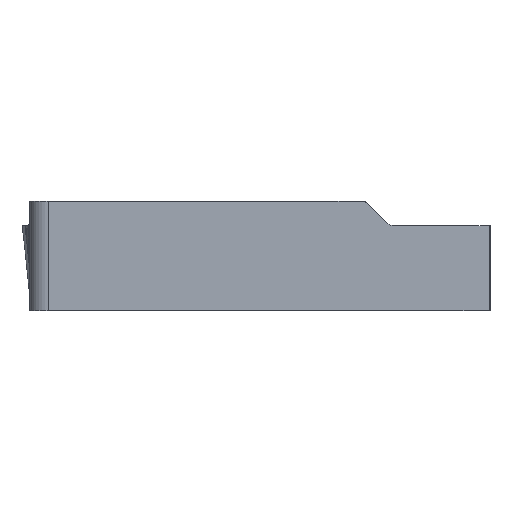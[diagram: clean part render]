
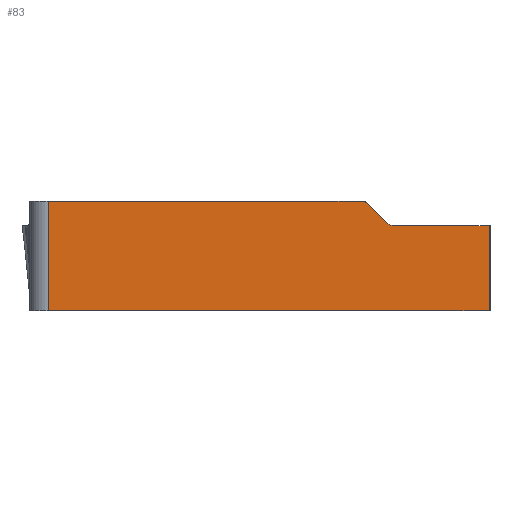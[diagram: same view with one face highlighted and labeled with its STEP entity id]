
A CAD part, left-side view. The second image highlights one B-rep face of the part: STEP entity #83.
In plain terms, the highlighted planar face has unit normal (-1, 0, 0).
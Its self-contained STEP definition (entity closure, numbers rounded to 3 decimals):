
#41=PLANE('',#641);
#59=CIRCLE('',#639,0.5);
#60=CIRCLE('',#640,0.25);
#83=ADVANCED_FACE('',(#123),#41,.F.);
#123=FACE_OUTER_BOUND('',#153,.T.);
#153=EDGE_LOOP('',(#233,#234,#235,#236,#237,#238,#239,#240));
#233=ORIENTED_EDGE('',*,*,#441,.F.);
#234=ORIENTED_EDGE('',*,*,#442,.F.);
#235=ORIENTED_EDGE('',*,*,#443,.F.);
#236=ORIENTED_EDGE('',*,*,#444,.T.);
#237=ORIENTED_EDGE('',*,*,#445,.F.);
#238=ORIENTED_EDGE('',*,*,#446,.T.);
#239=ORIENTED_EDGE('',*,*,#447,.T.);
#240=ORIENTED_EDGE('',*,*,#448,.T.);
#375=VERTEX_POINT('',#1092);
#376=VERTEX_POINT('',#1093);
#377=VERTEX_POINT('',#1095);
#378=VERTEX_POINT('',#1097);
#379=VERTEX_POINT('',#1099);
#380=VERTEX_POINT('',#1101);
#381=VERTEX_POINT('',#1103);
#382=VERTEX_POINT('',#1105);
#441=EDGE_CURVE('',#375,#376,#495,.T.);
#442=EDGE_CURVE('',#377,#375,#496,.T.);
#443=EDGE_CURVE('',#378,#377,#497,.T.);
#444=EDGE_CURVE('',#378,#379,#59,.T.);
#445=EDGE_CURVE('',#380,#379,#498,.T.);
#446=EDGE_CURVE('',#380,#381,#60,.T.);
#447=EDGE_CURVE('',#381,#382,#499,.T.);
#448=EDGE_CURVE('',#382,#376,#500,.T.);
#495=LINE('',#1091,#534);
#496=LINE('',#1094,#535);
#497=LINE('',#1096,#536);
#498=LINE('',#1100,#537);
#499=LINE('',#1104,#538);
#500=LINE('',#1106,#539);
#534=VECTOR('',#722,1.);
#535=VECTOR('',#723,1.);
#536=VECTOR('',#724,1.);
#537=VECTOR('',#727,1.);
#538=VECTOR('',#730,1.);
#539=VECTOR('',#731,1.);
#639=AXIS2_PLACEMENT_3D('',#1098,#725,#726);
#640=AXIS2_PLACEMENT_3D('',#1102,#728,#729);
#641=AXIS2_PLACEMENT_3D('',#1107,#732,#733);
#722=DIRECTION('',(0.,1.,0.));
#723=DIRECTION('',(0.,0.,-1.));
#724=DIRECTION('',(0.,-1.,0.));
#725=DIRECTION('',(1.,0.,0.));
#726=DIRECTION('',(0.,0.,-1.));
#727=DIRECTION('',(0.,-0.707,-0.707));
#728=DIRECTION('',(-1.,0.,0.));
#729=DIRECTION('',(0.,0.,-1.));
#730=DIRECTION('',(0.,1.,0.));
#731=DIRECTION('',(0.,0.,-1.));
#732=DIRECTION('',(1.,0.,0.));
#733=DIRECTION('',(0.,0.,-1.));
#1091=CARTESIAN_POINT('',(-1.6,12.45,-4.495));
#1092=CARTESIAN_POINT('',(-1.6,-11.75,-4.495));
#1093=CARTESIAN_POINT('',(-1.6,11.52,-4.495));
#1094=CARTESIAN_POINT('',(-1.6,-11.75,10.));
#1095=CARTESIAN_POINT('',(-1.6,-11.75,0.));
#1096=CARTESIAN_POINT('',(-1.6,12.45,0.));
#1097=CARTESIAN_POINT('',(-1.6,-6.707,0.));
#1098=CARTESIAN_POINT('',(-1.6,-6.707,0.5));
#1099=CARTESIAN_POINT('',(-1.6,-6.354,0.146));
#1100=CARTESIAN_POINT('',(-1.6,7.975,14.475));
#1101=CARTESIAN_POINT('',(-1.6,-5.278,1.222));
#1102=CARTESIAN_POINT('',(-1.6,-5.101,1.045));
#1103=CARTESIAN_POINT('',(-1.6,-5.101,1.295));
#1104=CARTESIAN_POINT('',(-1.6,12.45,1.295));
#1105=CARTESIAN_POINT('',(-1.6,11.52,1.295));
#1106=CARTESIAN_POINT('',(-1.6,11.52,-5.995));
#1107=CARTESIAN_POINT('',(-1.6,12.45,10.));
